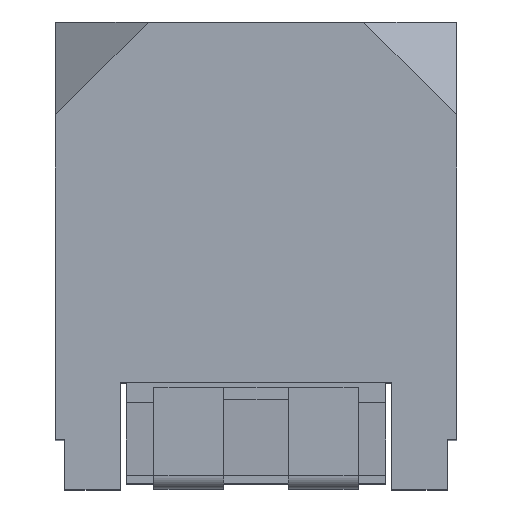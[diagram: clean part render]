
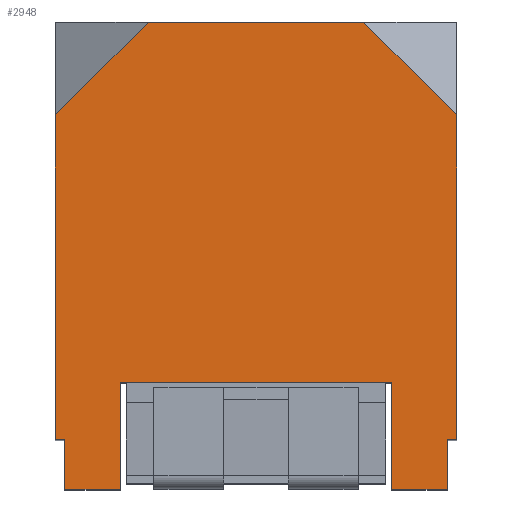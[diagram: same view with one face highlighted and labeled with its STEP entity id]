
A CAD part, top view. The second image highlights one B-rep face of the part: STEP entity #2948.
In plain terms, the highlighted planar face has unit normal (0, 0, 1).
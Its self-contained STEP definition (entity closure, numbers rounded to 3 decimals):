
#2600 = LINE ( 'NONE', #2601, #14378 ) ;
#2601 = CARTESIAN_POINT ( 'NONE',  ( -2.16, -4.302, 3.05 ) ) ;
#2602 = DIRECTION ( 'NONE',  ( 0., 1., 0. ) ) ;
#2612 = LINE ( 'NONE', #2613, #14382 ) ;
#2613 = CARTESIAN_POINT ( 'NONE',  ( -5.401, 3.26, 3.05 ) ) ;
#2614 = DIRECTION ( 'NONE',  ( -0.707, -0.707, 0. ) ) ;
#2615 = LINE ( 'NONE', #2616, #14383 ) ;
#2616 = CARTESIAN_POINT ( 'NONE',  ( 2.16, 7.501, 3.05 ) ) ;
#2617 = DIRECTION ( 'NONE',  ( -1., 0., 0. ) ) ;
#2618 = LINE ( 'NONE', #2619, #14384 ) ;
#2619 = CARTESIAN_POINT ( 'NONE',  ( 2.16, 3.001, 3.05 ) ) ;
#2620 = DIRECTION ( 'NONE',  ( -1., 0., 0. ) ) ;
#2621 = LINE ( 'NONE', #2622, #14385 ) ;
#2622 = CARTESIAN_POINT ( 'NONE',  ( -2.06, 2.471, 3.05 ) ) ;
#2623 = DIRECTION ( 'NONE',  ( 0., 1., 0. ) ) ;
#2624 = LINE ( 'NONE', #2625, #14386 ) ;
#2625 = CARTESIAN_POINT ( 'NONE',  ( -1.46, 2.471, 3.05 ) ) ;
#2626 = DIRECTION ( 'NONE',  ( -1., 0., 0. ) ) ;
#2627 = LINE ( 'NONE', #2628, #14387 ) ;
#2628 = CARTESIAN_POINT ( 'NONE',  ( -1.46, 2.471, 3.05 ) ) ;
#2629 = DIRECTION ( 'NONE',  ( 0., 1., 0. ) ) ;
#2630 = LINE ( 'NONE', #2631, #14388 ) ;
#2631 = CARTESIAN_POINT ( 'NONE',  ( 1.46, 3.621, 3.05 ) ) ;
#2632 = DIRECTION ( 'NONE',  ( 1., 0., 0. ) ) ;
#2633 = LINE ( 'NONE', #2634, #14389 ) ;
#2634 = CARTESIAN_POINT ( 'NONE',  ( 1.46, 2.471, 3.05 ) ) ;
#2635 = DIRECTION ( 'NONE',  ( 0., 1., 0. ) ) ;
#2636 = LINE ( 'NONE', #2637, #14390 ) ;
#2637 = CARTESIAN_POINT ( 'NONE',  ( 1.46, 2.471, 3.05 ) ) ;
#2638 = DIRECTION ( 'NONE',  ( -1., 0., 0. ) ) ;
#2639 = LINE ( 'NONE', #2640, #14391 ) ;
#2640 = CARTESIAN_POINT ( 'NONE',  ( 2.06, 2.471, 3.05 ) ) ;
#2641 = DIRECTION ( 'NONE',  ( 0., 1., 0. ) ) ;
#2642 = LINE ( 'NONE', #2643, #14392 ) ;
#2643 = CARTESIAN_POINT ( 'NONE',  ( 2.16, 3.001, 3.05 ) ) ;
#2644 = DIRECTION ( 'NONE',  ( -1., 0., 0. ) ) ;
#2645 = LINE ( 'NONE', #2646, #14393 ) ;
#2646 = CARTESIAN_POINT ( 'NONE',  ( 2.16, -4.302, 3.05 ) ) ;
#2647 = DIRECTION ( 'NONE',  ( 0., 1., 0. ) ) ;
#2648 = LINE ( 'NONE', #2649, #14394 ) ;
#2649 = CARTESIAN_POINT ( 'NONE',  ( 7.561, 1.1, 3.05 ) ) ;
#2650 = DIRECTION ( 'NONE',  ( -0.707, 0.707, 0. ) ) ;
#2948 = ADVANCED_FACE ( 'NONE', ( #3757 ), #8086, .T. ) ;
#3145 = VERTEX_POINT ( 'NONE', #9212 ) ;
#3146 = VERTEX_POINT ( 'NONE', #9213 ) ;
#3150 = VERTEX_POINT ( 'NONE', #9217 ) ;
#3151 = VERTEX_POINT ( 'NONE', #9218 ) ;
#3152 = VERTEX_POINT ( 'NONE', #9219 ) ;
#3153 = VERTEX_POINT ( 'NONE', #9220 ) ;
#3154 = VERTEX_POINT ( 'NONE', #9221 ) ;
#3155 = VERTEX_POINT ( 'NONE', #9222 ) ;
#3156 = VERTEX_POINT ( 'NONE', #9223 ) ;
#3157 = VERTEX_POINT ( 'NONE', #9224 ) ;
#3158 = VERTEX_POINT ( 'NONE', #9225 ) ;
#3159 = VERTEX_POINT ( 'NONE', #9226 ) ;
#3160 = VERTEX_POINT ( 'NONE', #9227 ) ;
#3161 = VERTEX_POINT ( 'NONE', #9228 ) ;
#3757 = FACE_OUTER_BOUND ( 'NONE', #4404, .T. ) ;
#3781 = AXIS2_PLACEMENT_3D ( 'NONE', #8087, #8088, #8089 ) ;
#4404 = EDGE_LOOP ( 'NONE', ( #7044, #7046, #7045, #7047, #7049, #7048, #7050, #7051, #7052, #7053, #7054, #7055, #7056, #7057 ) ) ;
#7044 = ORIENTED_EDGE ( 'NONE', *, *, #7547, .T. ) ;
#7045 = ORIENTED_EDGE ( 'NONE', *, *, #7542, .F. ) ;
#7046 = ORIENTED_EDGE ( 'NONE', *, *, #7546, .T. ) ;
#7047 = ORIENTED_EDGE ( 'NONE', *, *, #7548, .F. ) ;
#7048 = ORIENTED_EDGE ( 'NONE', *, *, #7550, .F. ) ;
#7049 = ORIENTED_EDGE ( 'NONE', *, *, #7549, .F. ) ;
#7050 = ORIENTED_EDGE ( 'NONE', *, *, #7551, .T. ) ;
#7051 = ORIENTED_EDGE ( 'NONE', *, *, #7552, .T. ) ;
#7052 = ORIENTED_EDGE ( 'NONE', *, *, #7553, .F. ) ;
#7053 = ORIENTED_EDGE ( 'NONE', *, *, #7554, .F. ) ;
#7054 = ORIENTED_EDGE ( 'NONE', *, *, #7555, .T. ) ;
#7055 = ORIENTED_EDGE ( 'NONE', *, *, #7556, .F. ) ;
#7056 = ORIENTED_EDGE ( 'NONE', *, *, #7557, .T. ) ;
#7057 = ORIENTED_EDGE ( 'NONE', *, *, #7558, .T. ) ;
#7542 = EDGE_CURVE ( 'NONE', #3145, #3146, #2600, .T. ) ;
#7546 = EDGE_CURVE ( 'NONE', #3151, #3146, #2612, .T. ) ;
#7547 = EDGE_CURVE ( 'NONE', #3150, #3151, #2615, .T. ) ;
#7548 = EDGE_CURVE ( 'NONE', #3152, #3145, #2618, .T. ) ;
#7549 = EDGE_CURVE ( 'NONE', #3153, #3152, #2621, .T. ) ;
#7550 = EDGE_CURVE ( 'NONE', #3154, #3153, #2624, .T. ) ;
#7551 = EDGE_CURVE ( 'NONE', #3154, #3155, #2627, .T. ) ;
#7552 = EDGE_CURVE ( 'NONE', #3155, #3156, #2630, .T. ) ;
#7553 = EDGE_CURVE ( 'NONE', #3157, #3156, #2633, .T. ) ;
#7554 = EDGE_CURVE ( 'NONE', #3158, #3157, #2636, .T. ) ;
#7555 = EDGE_CURVE ( 'NONE', #3158, #3159, #2639, .T. ) ;
#7556 = EDGE_CURVE ( 'NONE', #3160, #3159, #2642, .T. ) ;
#7557 = EDGE_CURVE ( 'NONE', #3160, #3161, #2645, .T. ) ;
#7558 = EDGE_CURVE ( 'NONE', #3161, #3150, #2648, .T. ) ;
#8086 = PLANE ( 'NONE',  #3781 ) ;
#8087 = CARTESIAN_POINT ( 'NONE',  ( 2.16, -4.302, 3.05 ) ) ;
#8088 = DIRECTION ( 'NONE',  ( 0., 0., 1. ) ) ;
#8089 = DIRECTION ( 'NONE',  ( 0., -1., 0. ) ) ;
#9212 = CARTESIAN_POINT ( 'NONE',  ( -2.16, 3.001, 3.05 ) ) ;
#9213 = CARTESIAN_POINT ( 'NONE',  ( -2.16, 6.501, 3.05 ) ) ;
#9217 = CARTESIAN_POINT ( 'NONE',  ( 1.16, 7.501, 3.05 ) ) ;
#9218 = CARTESIAN_POINT ( 'NONE',  ( -1.16, 7.501, 3.05 ) ) ;
#9219 = CARTESIAN_POINT ( 'NONE',  ( -2.06, 3.001, 3.05 ) ) ;
#9220 = CARTESIAN_POINT ( 'NONE',  ( -2.06, 2.471, 3.05 ) ) ;
#9221 = CARTESIAN_POINT ( 'NONE',  ( -1.46, 2.471, 3.05 ) ) ;
#9222 = CARTESIAN_POINT ( 'NONE',  ( -1.46, 3.621, 3.05 ) ) ;
#9223 = CARTESIAN_POINT ( 'NONE',  ( 1.46, 3.621, 3.05 ) ) ;
#9224 = CARTESIAN_POINT ( 'NONE',  ( 1.46, 2.471, 3.05 ) ) ;
#9225 = CARTESIAN_POINT ( 'NONE',  ( 2.06, 2.471, 3.05 ) ) ;
#9226 = CARTESIAN_POINT ( 'NONE',  ( 2.06, 3.001, 3.05 ) ) ;
#9227 = CARTESIAN_POINT ( 'NONE',  ( 2.16, 3.001, 3.05 ) ) ;
#9228 = CARTESIAN_POINT ( 'NONE',  ( 2.16, 6.501, 3.05 ) ) ;
#14378 = VECTOR ( 'NONE', #2602, 1000. ) ;
#14382 = VECTOR ( 'NONE', #2614, 1000. ) ;
#14383 = VECTOR ( 'NONE', #2617, 1000. ) ;
#14384 = VECTOR ( 'NONE', #2620, 1000. ) ;
#14385 = VECTOR ( 'NONE', #2623, 1000. ) ;
#14386 = VECTOR ( 'NONE', #2626, 1000. ) ;
#14387 = VECTOR ( 'NONE', #2629, 1000. ) ;
#14388 = VECTOR ( 'NONE', #2632, 1000. ) ;
#14389 = VECTOR ( 'NONE', #2635, 1000. ) ;
#14390 = VECTOR ( 'NONE', #2638, 1000. ) ;
#14391 = VECTOR ( 'NONE', #2641, 1000. ) ;
#14392 = VECTOR ( 'NONE', #2644, 1000. ) ;
#14393 = VECTOR ( 'NONE', #2647, 1000. ) ;
#14394 = VECTOR ( 'NONE', #2650, 1000. ) ;
